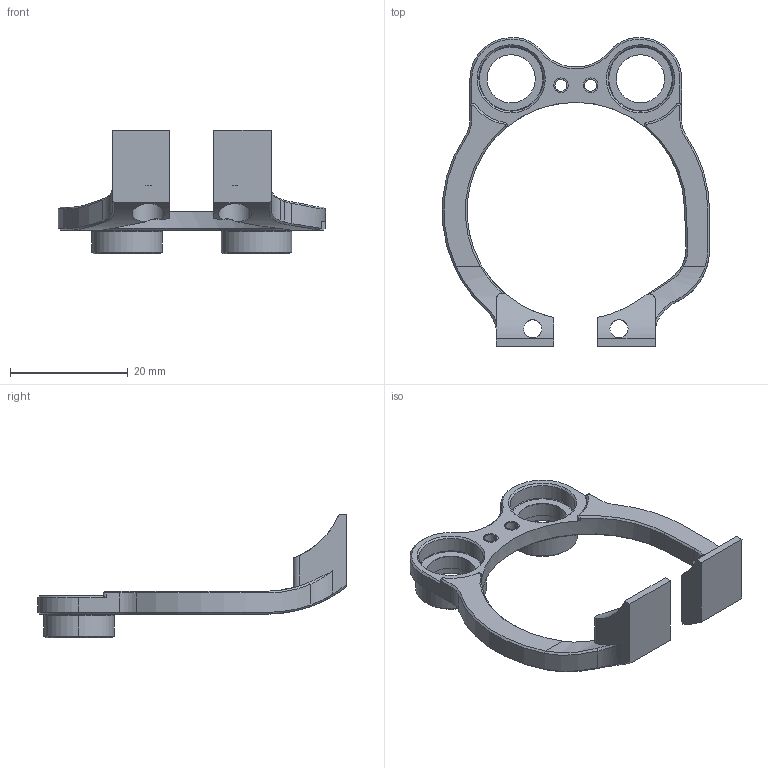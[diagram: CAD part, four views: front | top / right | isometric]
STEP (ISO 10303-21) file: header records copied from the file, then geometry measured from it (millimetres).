
FILE_DESCRIPTION((''),'2;1');
FILE_NAME('RC_IIT_010_P_024','2021-10-19T14:05:30',('silo-mech'),(''),'CREO PARAMETRIC BY PTC INC, 2020454','CREO PARAMETRIC BY PTC INC, 2020454','');
FILE_SCHEMA(('CONFIG_CONTROL_DESIGN'));
Length unit declared in the file: millimetre
Products named in the file (1): RC_IIT_010_P_024
Bounding box: 45.43 x 52.5 x 21.05 mm (x, y, z)
Volume: 3354.1 mm3; surface area: 3986.8 mm2
Topology: 1 solids, 3 shells, 186 faces, 463 edges, 283 vertices
Faces by surface type: cylinder 63, cone 45, plane 44, bspline 22, torus 12
Entity records: 6336 total; most frequent: CARTESIAN_POINT 1932, ORIENTED_EDGE 918, DIRECTION 897, EDGE_CURVE 463, AXIS2_PLACEMENT_3D 346, VERTEX_POINT 283, VECTOR 205, LINE 205
